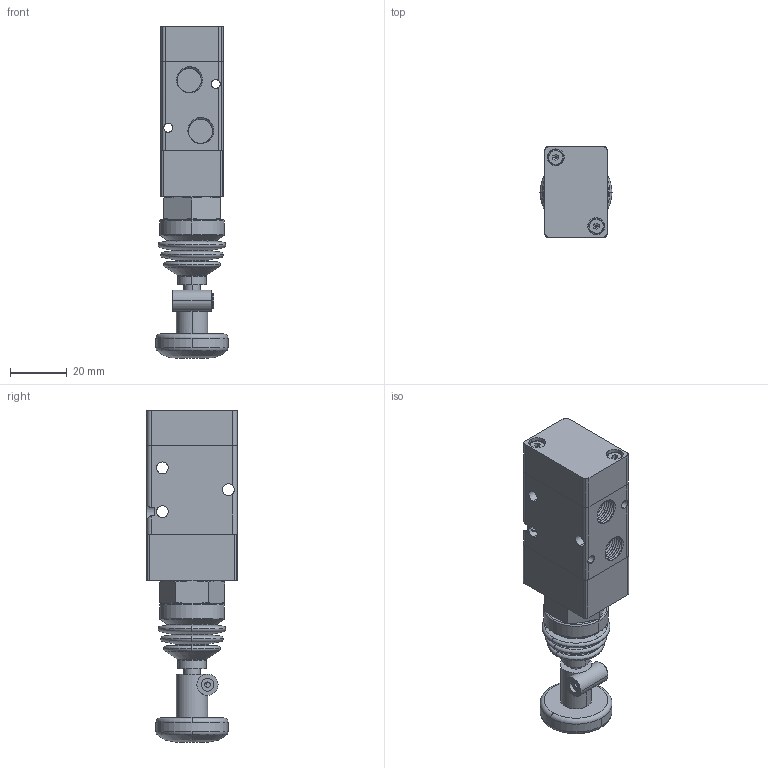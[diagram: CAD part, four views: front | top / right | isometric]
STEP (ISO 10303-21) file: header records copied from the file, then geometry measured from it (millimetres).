
FILE_DESCRIPTION((''),'2;1');
FILE_NAME('00_075_4.stp','2002-12-07T19:33:53',('Branislav Petkovic'),('AZ Pneumatica'),'AutoCAD STEP 2000i','AutoCAD 2000i','Via J. F. Kennedy, 26, 20020 Misinto (MI), ITALY');
FILE_SCHEMA(('CONFIG_CONTROL_DESIGN'));
Length unit declared in the file: millimetre
Products named in the file (10): 00_075_4; 321 TELO; PART1; X21 OPRUGA; PART2; ~~~PART1; GUMA RAVNA; ~~PART1; 521 LL90; PART1A
Assembly tree (7 placements, depth 3):
  00_075_4
    321 TELO
      PART1
    X21 OPRUGA
      PART2
    ~~~PART1
    GUMA RAVNA
      ~~PART1
  521 LL90
  PART1A
Bounding box: 25.5 x 32 x 117.5 mm (x, y, z)
Surface area: 20545.5 mm2 (no closed solid volume)
Topology: 0 solids, 4 shells, 348 faces, 923 edges, 601 vertices
Faces by surface type: cylinder 155, plane 103, cone 40, bspline 30, torus 20
Entity records: 20886 total; most frequent: CARTESIAN_POINT 12175, ORIENTED_EDGE 1846, DIRECTION 1721, EDGE_CURVE 923, AXIS2_PLACEMENT_3D 686, VERTEX_POINT 601, EDGE_LOOP 386, CIRCLE 360
